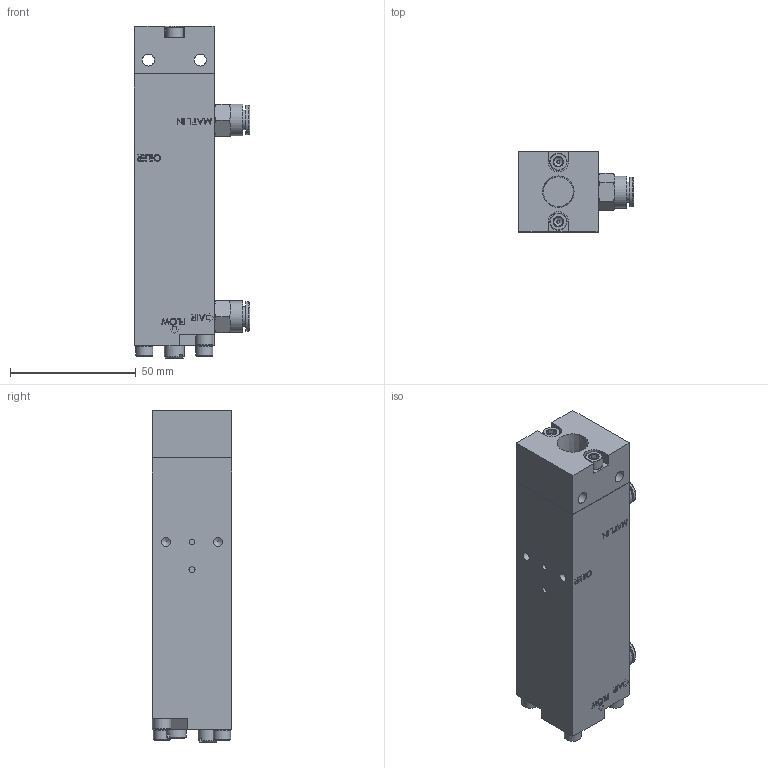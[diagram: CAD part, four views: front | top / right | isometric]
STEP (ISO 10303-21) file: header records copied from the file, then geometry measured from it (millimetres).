
FILE_DESCRIPTION (( 'STEP AP203' ), '1' );
FILE_NAME ('T15853.STEP', '2019-10-21T19:11:12', ( '' ), ( '' ), 'SwSTEP 2.0', 'SolidWorks 2019', '' );
FILE_SCHEMA (( 'CONFIG_CONTROL_DESIGN' ));
Length unit declared in the file: inch
Products named in the file (1): T15853
Bounding box: 45.75 x 31.75 x 131.85 mm (x, y, z)
Volume: 128336.9 mm3; surface area: 22418.7 mm2
Topology: 1 solids, 2 shells, 1544 faces, 3991 edges, 2614 vertices
Faces by surface type: plane 974, bspline 456, cone 82, cylinder 28, torus 4
Full cylindrical faces by diameter (mm): 0.47 x1, 2.261 x1, 2.388 x1, 3.454 x2, 4.762 x2, 6.35 x2, 6.858 x6, 7.85 x2, 11.6 x2, 12.6 x2, 25.425 x1
Entity records: 68878 total; most frequent: CARTESIAN_POINT 34582, ORIENTED_EDGE 7864, DIRECTION 5275, EDGE_CURVE 3932, VECTOR 2751, LINE 2751, VERTEX_POINT 2601, EDGE_LOOP 1759
